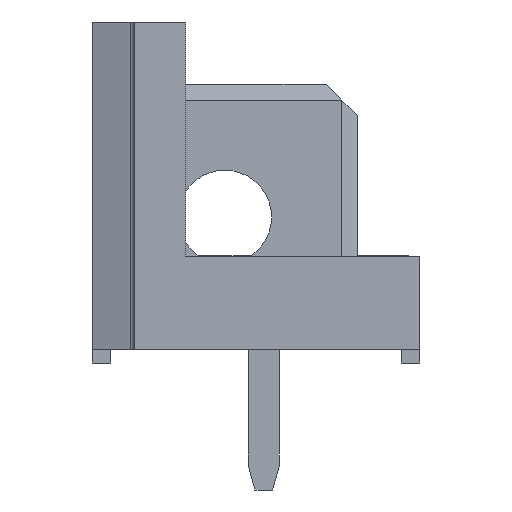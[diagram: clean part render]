
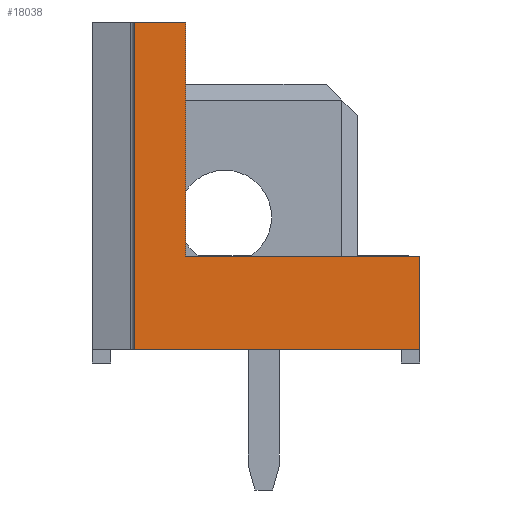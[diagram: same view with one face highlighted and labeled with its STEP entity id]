
A CAD part, left-side view. The second image highlights one B-rep face of the part: STEP entity #18038.
In plain terms, the highlighted planar face has unit normal (-1, 0, 0).
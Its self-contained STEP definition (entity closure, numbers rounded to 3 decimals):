
#1731=ORIENTED_EDGE('',*,*,#4820,.T.);
#1732=ORIENTED_EDGE('',*,*,#5272,.T.);
#1733=ORIENTED_EDGE('',*,*,#4754,.T.);
#1734=ORIENTED_EDGE('',*,*,#4168,.T.);
#1735=ORIENTED_EDGE('',*,*,#5273,.T.);
#1736=ORIENTED_EDGE('',*,*,#5274,.T.);
#4168=EDGE_CURVE('',#6094,#6093,#7331,.T.);
#4754=EDGE_CURVE('',#6571,#6094,#7865,.T.);
#4820=EDGE_CURVE('',#6619,#6618,#7922,.T.);
#5272=EDGE_CURVE('',#6618,#6571,#8341,.F.);
#5273=EDGE_CURVE('',#6093,#6976,#8342,.T.);
#5274=EDGE_CURVE('',#6976,#6619,#8343,.T.);
#6093=VERTEX_POINT('',#23053);
#6094=VERTEX_POINT('',#23055);
#6571=VERTEX_POINT('',#24662);
#6618=VERTEX_POINT('',#24829);
#6619=VERTEX_POINT('',#24831);
#6976=VERTEX_POINT('',#25733);
#7331=LINE('',#23054,#9107);
#7865=LINE('',#24661,#9641);
#7922=LINE('',#24830,#9698);
#8341=LINE('',#25731,#10117);
#8342=LINE('',#25732,#10118);
#8343=LINE('',#25734,#10119);
#9107=VECTOR('',#19518,1000.);
#9641=VECTOR('',#20284,1000.);
#9698=VECTOR('',#20373,1000.);
#10117=VECTOR('',#21042,1000.);
#10118=VECTOR('',#21043,1000.);
#10119=VECTOR('',#21044,1000.);
#11014=EDGE_LOOP('',(#1731,#1732,#1733,#1734,#1735,#1736));
#11764=FACE_BOUND('',#11014,.T.);
#12467=PLANE('',#18839);
#18038=ADVANCED_FACE('',(#11764),#12467,.T.);
#18839=AXIS2_PLACEMENT_3D('',#25730,#21040,#21041);
#19518=DIRECTION('',(0.,0.,1.));
#20284=DIRECTION('',(0.,-1.,0.));
#20373=DIRECTION('',(0.,1.,0.));
#21040=DIRECTION('',(-1.,0.,0.));
#21041=DIRECTION('',(0.,0.,1.));
#21042=DIRECTION('',(0.,0.,1.));
#21043=DIRECTION('',(0.,1.,0.));
#21044=DIRECTION('',(0.,0.,1.));
#23053=CARTESIAN_POINT('',(-30.,-5.25,-2.25));
#23054=CARTESIAN_POINT('',(-30.,-5.25,-5.25));
#23055=CARTESIAN_POINT('',(-30.,-5.25,-5.25));
#24661=CARTESIAN_POINT('',(-30.,5.25,-5.25));
#24662=CARTESIAN_POINT('',(-30.,3.9,-5.25));
#24829=CARTESIAN_POINT('',(-30.,3.9,5.25));
#24830=CARTESIAN_POINT('',(-30.,2.25,5.25));
#24831=CARTESIAN_POINT('',(-30.,2.25,5.25));
#25730=CARTESIAN_POINT('',(-30.,0.,0.));
#25731=CARTESIAN_POINT('',(-30.,3.9,-57.153));
#25732=CARTESIAN_POINT('',(-30.,-5.25,-2.25));
#25733=CARTESIAN_POINT('',(-30.,2.25,-2.25));
#25734=CARTESIAN_POINT('',(-30.,2.25,-2.25));
